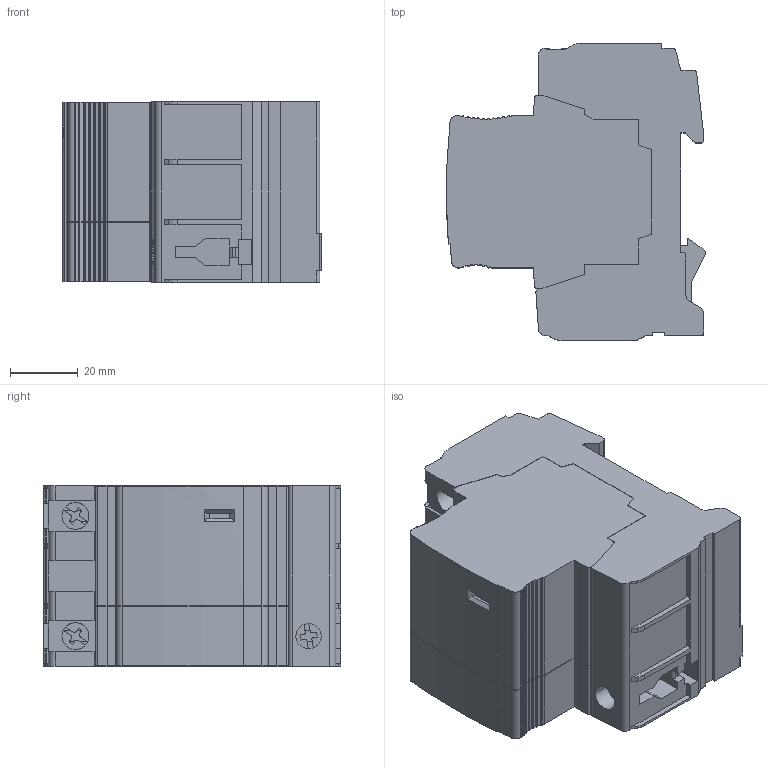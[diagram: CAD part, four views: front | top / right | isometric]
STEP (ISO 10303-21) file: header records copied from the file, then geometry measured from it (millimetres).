
FILE_DESCRIPTION((''),'2;1');
FILE_NAME('B80001532','2017-03-03T',('FRJEGUI'),(''),'CREO PARAMETRIC BY PTC INC, 2016380','CREO PARAMETRIC BY PTC INC, 2016380','');
FILE_SCHEMA(('CONFIG_CONTROL_DESIGN'));
Length unit declared in the file: millimetre
Products named in the file (1): B80001532
Bounding box: 76.67 x 88 x 53.4 mm (x, y, z)
Volume: 258348.7 mm3; surface area: 38835.5 mm2
Topology: 1 solids, 1 shells, 606 faces, 1794 edges, 1188 vertices
Faces by surface type: plane 438, cylinder 166, cone 2
Entity records: 20230 total; most frequent: CARTESIAN_POINT 3648, ORIENTED_EDGE 3588, DIRECTION 3346, EDGE_CURVE 1794, VECTOR 1442, LINE 1442, VERTEX_POINT 1188, AXIS2_PLACEMENT_3D 952
